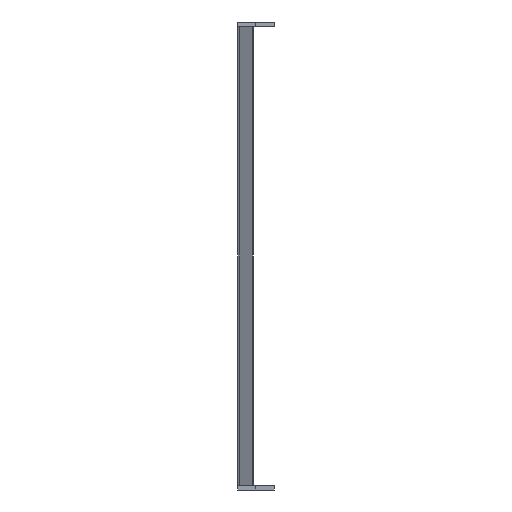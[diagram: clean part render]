
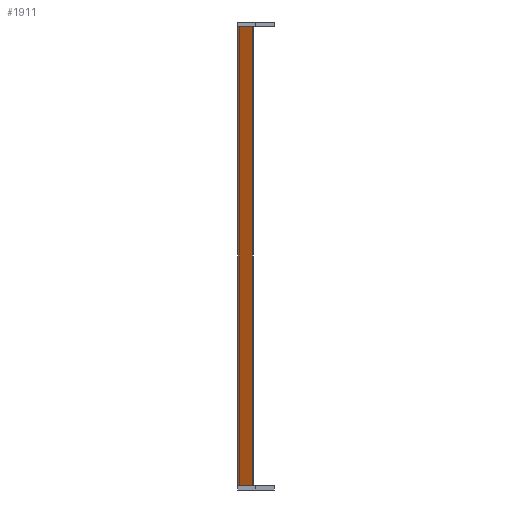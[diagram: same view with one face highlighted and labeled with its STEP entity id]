
A CAD part, left-side view. The second image highlights one B-rep face of the part: STEP entity #1911.
In plain terms, the highlighted planar face has unit normal (-0.866, 0.5, 0).
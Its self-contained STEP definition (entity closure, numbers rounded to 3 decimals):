
#1323 = EDGE_CURVE ( 'NONE', #13712, #2767, #18852, .T. ) ;
#1911 = ADVANCED_FACE ( 'NONE', ( #4286 ), #14874, .F. ) ;
#2217 = EDGE_CURVE ( 'NONE', #14962, #6176, #2623, .T. ) ;
#2623 = LINE ( 'NONE', #6448, #7137 ) ;
#2767 = VERTEX_POINT ( 'NONE', #6528 ) ;
#3134 = ORIENTED_EDGE ( 'NONE', *, *, #2217, .T. ) ;
#3140 = CARTESIAN_POINT ( 'NONE',  ( -27.496, -14.101, -500. ) ) ;
#3443 = CARTESIAN_POINT ( 'NONE',  ( -27.496, -14.101, -500. ) ) ;
#3474 = CARTESIAN_POINT ( 'NONE',  ( -18.2, 2., -500. ) ) ;
#3542 = ORIENTED_EDGE ( 'NONE', *, *, #7257, .F. ) ;
#4193 = CARTESIAN_POINT ( 'NONE',  ( -27.496, -14.101, -500. ) ) ;
#4286 = FACE_OUTER_BOUND ( 'NONE', #19726, .T. ) ;
#4372 = AXIS2_PLACEMENT_3D ( 'NONE', #4193, #16417, #7261 ) ;
#4385 = LINE ( 'NONE', #3443, #16086 ) ;
#4416 = EDGE_CURVE ( 'NONE', #6176, #10368, #19450, .T. ) ;
#4950 = CARTESIAN_POINT ( 'NONE',  ( -27.496, -14.101, 0. ) ) ;
#5674 = CARTESIAN_POINT ( 'NONE',  ( -27.496, -14.101, -500. ) ) ;
#5812 = CARTESIAN_POINT ( 'NONE',  ( -27.496, -14.101, 0. ) ) ;
#6176 = VERTEX_POINT ( 'NONE', #4950 ) ;
#6448 = CARTESIAN_POINT ( 'NONE',  ( -27.496, -14.101, -500. ) ) ;
#6528 = CARTESIAN_POINT ( 'NONE',  ( -18.2, 2., -500. ) ) ;
#6693 = VECTOR ( 'NONE', #16376, 1000. ) ;
#7137 = VECTOR ( 'NONE', #17138, 1000. ) ;
#7257 = EDGE_CURVE ( 'NONE', #2767, #9105, #19106, .T. ) ;
#7261 = DIRECTION ( 'NONE',  ( 0., 0., -1. ) ) ;
#7313 = VECTOR ( 'NONE', #18031, 1000. ) ;
#7649 = VECTOR ( 'NONE', #9653, 1000. ) ;
#7882 = EDGE_CURVE ( 'NONE', #10368, #9105, #19319, .T. ) ;
#7914 = ORIENTED_EDGE ( 'NONE', *, *, #7882, .T. ) ;
#8466 = CARTESIAN_POINT ( 'NONE',  ( -18.2, 2., 0. ) ) ;
#9065 = CARTESIAN_POINT ( 'NONE',  ( -19.355, 0., -500. ) ) ;
#9105 = VERTEX_POINT ( 'NONE', #8466 ) ;
#9339 = ORIENTED_EDGE ( 'NONE', *, *, #1323, .F. ) ;
#9653 = DIRECTION ( 'NONE',  ( 0.5, 0.866, 0. ) ) ;
#10335 = EDGE_CURVE ( 'NONE', #14962, #13712, #4385, .T. ) ;
#10368 = VERTEX_POINT ( 'NONE', #18749 ) ;
#11068 = DIRECTION ( 'NONE',  ( 0., 0., 1. ) ) ;
#13712 = VERTEX_POINT ( 'NONE', #9065 ) ;
#14213 = ORIENTED_EDGE ( 'NONE', *, *, #10335, .F. ) ;
#14874 = PLANE ( 'NONE',  #4372 ) ;
#14962 = VERTEX_POINT ( 'NONE', #3140 ) ;
#15585 = DIRECTION ( 'NONE',  ( 0.5, 0.866, 0. ) ) ;
#16086 = VECTOR ( 'NONE', #15585, 1000. ) ;
#16376 = DIRECTION ( 'NONE',  ( 0.5, 0.866, 0. ) ) ;
#16417 = DIRECTION ( 'NONE',  ( 0.866, -0.5, 0. ) ) ;
#17138 = DIRECTION ( 'NONE',  ( 0., 0., 1. ) ) ;
#18031 = DIRECTION ( 'NONE',  ( 0.5, 0.866, 0. ) ) ;
#18644 = VECTOR ( 'NONE', #11068, 1000. ) ;
#18749 = CARTESIAN_POINT ( 'NONE',  ( -19.355, 0., 0. ) ) ;
#18824 = CARTESIAN_POINT ( 'NONE',  ( -19.355, 0., 0. ) ) ;
#18852 = LINE ( 'NONE', #5674, #6693 ) ;
#19106 = LINE ( 'NONE', #3474, #18644 ) ;
#19319 = LINE ( 'NONE', #18824, #7649 ) ;
#19450 = LINE ( 'NONE', #5812, #7313 ) ;
#19502 = ORIENTED_EDGE ( 'NONE', *, *, #4416, .T. ) ;
#19726 = EDGE_LOOP ( 'NONE', ( #19502, #7914, #3542, #9339, #14213, #3134 ) ) ;
